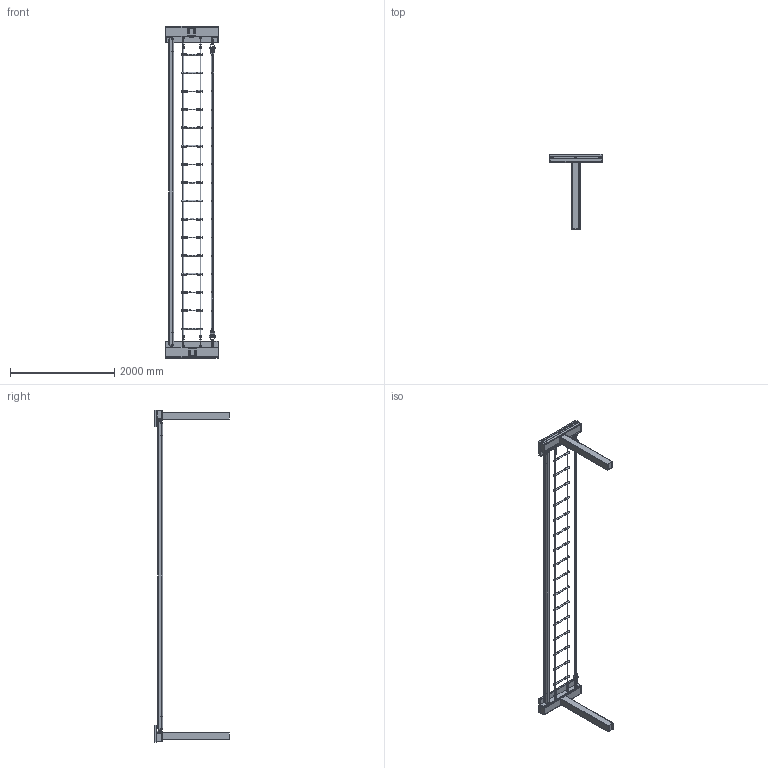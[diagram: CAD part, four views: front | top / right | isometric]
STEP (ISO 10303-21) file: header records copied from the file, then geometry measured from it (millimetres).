
FILE_DESCRIPTION (( 'STEP AP203' ), '1' );
FILE_NAME ('Katalog und Montageanleitung.STEP', '2014-10-22T06:15:59', ( '' ), ( '' ), 'SwSTEP 2.0', 'SolidWorks 2014', '' );
FILE_SCHEMA (( 'CONFIG_CONTROL_DESIGN' ));
Length unit declared in the file: millimetre
Products named in the file (32): PA-Buchse-10er Schäkel lang-gerade; Stahlmast mit Verschraubung innen_Standard<Wie bearbeitet>; Tampem 90er; Slackline schwarz; F黨rungsr鰈lchen Triangel; Abdeckblech für Stahlmast mit Verschraubung innen_Standard<Wie bearbeitet>; Tampem mit Schrumpfschlauch; Seil f黵 Kausche Dino I Gelbschwarz; 46-02-1295T - Triangel; mit Abdeckplatte; 90er Tampen komplett; VA-Kausche Dino Ischwarz; 457-04 - Kunststoff Kausche_Blauschwarz; Sechskant-Sicherungsmutter ISO 10512_DIN EN ISO 10512 - M16x1.5 - N; Pressung Dino Ischwarz; Seil schwarz Mitte_Standard<Wie bearbeitet>; Gummiplatte; Scheibe DIN 7989_DIN 7989-18-A-St; Seil und Kausche Dino I Gelbschwarz; Seilstück schwarz; 46-02-125822 - Ringmutter M12 22er Auge_1; Flache Scheibe_DIN 7349-13-St; Seil Sprossenleiter_Standard<Wie bearbeitet>; Seil schwarz außen_Standard<Wie bearbeitet>; DIN 582-M16-N_DIN 582-M16-N; Sechskant-Sicherungsmutter ISO 7040_DIN EN ISO 7040 - M12 - N; 60-44 - Ein-Loch-Sprosse; Alu-Klemme ; 10er Schäkel_Standard<Wie bearbeitet>; Katalog und Montageanleitung; Sprossenleiter
Assembly tree (111 placements, depth 4):
  Katalog und Montageanleitung
    mit Abdeckplatte
      Stahlmast mit Verschraubung innen_Standard<Wie bearbeitet>
      Abdeckblech für Stahlmast mit Verschraubung innen_Standard<Wie bearbeitet>
    mit Abdeckplatte
      Stahlmast mit Verschraubung innen_Standard<Wie bearbeitet>
    Gummiplatte  x2
    46-02-125822 - Ringmutter M12 22er Auge_1  x4
    DIN 582-M16-N_DIN 582-M16-N  x4
    Slackline schwarz
      10er Schäkel_Standard<Wie bearbeitet>  x4
      PA-Buchse-10er Schäkel lang-gerade  x2
      F黨rungsr鰈lchen Triangel  x2
      46-02-1295T - Triangel  x2
      457-04 - Kunststoff Kausche_Blauschwarz  x8
      Seil schwarz Mitte_Standard<Wie bearbeitet>
      Seilstück schwarz  x4
      Seil schwarz außen_Standard<Wie bearbeitet>  x2
      Alu-Klemme   x32
    Sprossenleiter
      Seil und Kausche Dino I Gelbschwarz  x4
        Seil f黵 Kausche Dino I Gelbschwarz
        VA-Kausche Dino Ischwarz
        Pressung Dino Ischwarz
      Seil Sprossenleiter_Standard<Wie bearbeitet>  x2
      60-44 - Ein-Loch-Sprosse  x16
    90er Tampen komplett
      Tampem 90er
      Tampem mit Schrumpfschlauch  x2
    Sechskant-Sicherungsmutter ISO 10512_DIN EN ISO 10512 - M16x1.5 - N  x2
    Scheibe DIN 7989_DIN 7989-18-A-St  x2
    Flache Scheibe_DIN 7349-13-St  x2
    Sechskant-Sicherungsmutter ISO 7040_DIN EN ISO 7040 - M12 - N  x2
Bounding box: 1004 x 1433 x 6358 mm (x, y, z)
Volume: 98283160.3 mm3; surface area: 11889501.5 mm2
Topology: 197 solids, 197 shells, 3881 faces, 9173 edges, 5538 vertices
Faces by surface type: cylinder 1156, plane 1089, torus 1060, bspline 296, cone 266, sphere 14
Entity records: 37838 total; most frequent: CARTESIAN_POINT 10255, DIRECTION 4809, ORIENTED_EDGE 4418, EDGE_CURVE 2209, AXIS2_PLACEMENT_3D 1864, VERTEX_POINT 1360, LINE 1081, VECTOR 1081
